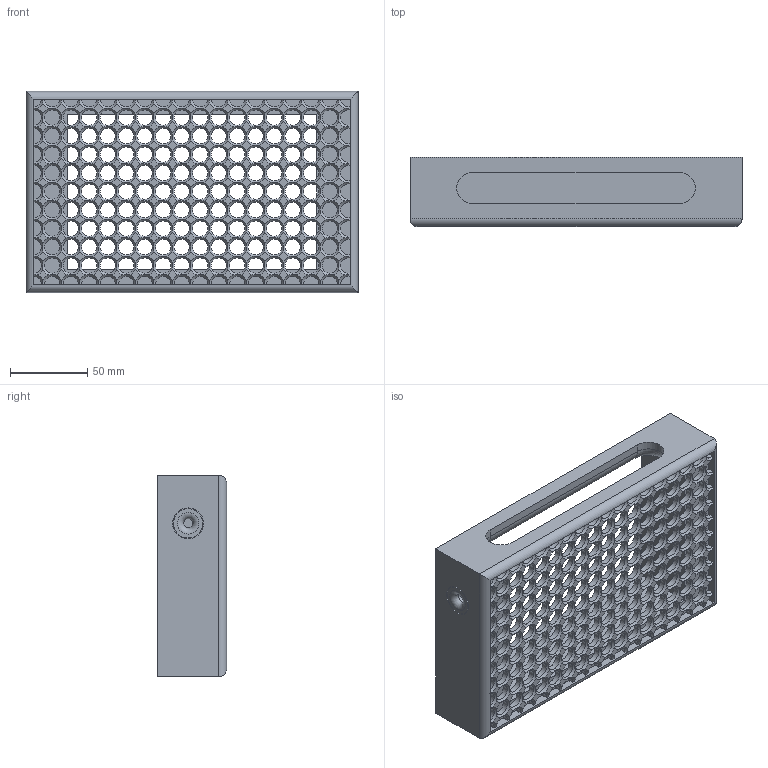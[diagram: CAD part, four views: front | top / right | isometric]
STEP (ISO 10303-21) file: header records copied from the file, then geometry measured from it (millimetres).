
FILE_DESCRIPTION(/* description */ (''),/* implementation_level */ '2;1');
FILE_NAME(/* name */ 'psu v6.stp',/* time_stamp */ '2021-10-12T21:22:25+01:00',/* author */ (''),/* organization */ (''),/* preprocessor_version */ 'ST-DEVELOPER v18.1',/* originating_system */ 'Autodesk Translation Framework v10.10.0.1391',/* authorisation */ '');
FILE_SCHEMA (('AUTOMOTIVE_DESIGN { 1 0 10303 214 3 1 1 }'));
Length unit declared in the file: millimetre
Products named in the file (4): psu; relief; air back; Component3
Assembly tree (3 placements, depth 3):
  psu
    relief
    air back
      Component3
Bounding box: 215.36 x 45 x 130.5 mm (x, y, z)
Volume: 469529.1 mm3; surface area: 134731.9 mm2
Topology: 4 solids, 4 shells, 725 faces, 2482 edges, 1618 vertices
Faces by surface type: plane 308, cylinder 213, cone 198, torus 6
Full cylindrical faces by diameter (mm): 6 x1, 10 x145, 19 x1, 20 x1
Entity records: 30373 total; most frequent: CARTESIAN_POINT 8390, ORIENTED_EDGE 4964, DIRECTION 4592, EDGE_CURVE 2482, AXIS2_PLACEMENT_3D 1995, VERTEX_POINT 1618, CIRCLE 1257, EDGE_LOOP 878
